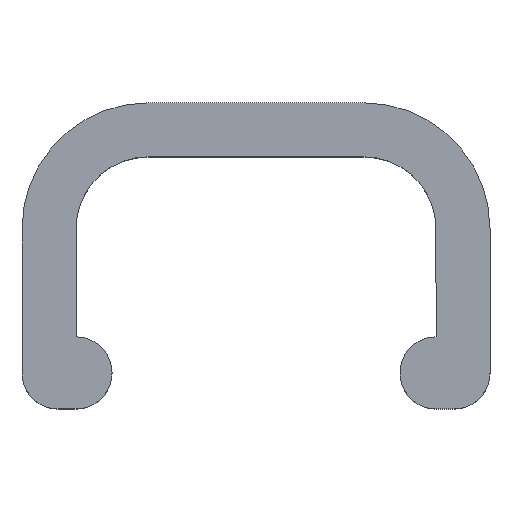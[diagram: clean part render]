
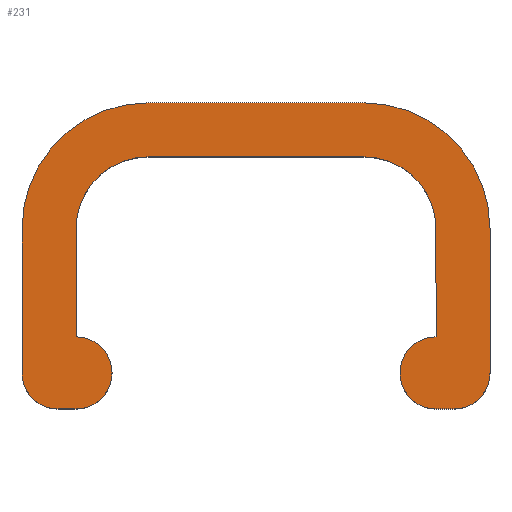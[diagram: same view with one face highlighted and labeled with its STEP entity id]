
A CAD part, top view. The second image highlights one B-rep face of the part: STEP entity #231.
In plain terms, the highlighted planar face has unit normal (0, 0, 1).
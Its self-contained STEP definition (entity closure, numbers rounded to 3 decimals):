
#1 = FACE_OUTER_BOUND ( 'NONE', #570, .T. ) ;
#8 = PLANE ( 'NONE',  #426 ) ;
#11 = CARTESIAN_POINT ( 'NONE',  ( -2., 3.2, 3. ) ) ;
#12 = DIRECTION ( 'NONE',  ( 0., 0., 1. ) ) ;
#13 = DIRECTION ( 'NONE',  ( 1., 0., 0. ) ) ;
#15 = CARTESIAN_POINT ( 'NONE',  ( -10., -0.8, 3. ) ) ;
#16 = CARTESIAN_POINT ( 'NONE',  ( -2., 3.2, 3. ) ) ;
#17 = DIRECTION ( 'NONE',  ( 0., 0., -1. ) ) ;
#18 = DIRECTION ( 'NONE',  ( 1., 0., 0. ) ) ;
#24 = DIRECTION ( 'NONE',  ( 0., 0., 1. ) ) ;
#25 = DIRECTION ( 'NONE',  ( 1., 0., 0. ) ) ;
#55 = AXIS2_PLACEMENT_3D ( 'NONE', #224, #225, #226 ) ;
#72 = AXIS2_PLACEMENT_3D ( 'NONE', #207, #208, #209 ) ;
#97 = CARTESIAN_POINT ( 'NONE',  ( -11.5, -0.8, 3. ) ) ;
#100 = CARTESIAN_POINT ( 'NONE',  ( -11.5, -1.8, 3. ) ) ;
#108 = DIRECTION ( 'NONE',  ( 0., -1., 0. ) ) ;
#109 = CARTESIAN_POINT ( 'NONE',  ( -11.5, 6.7, 3. ) ) ;
#110 = DIRECTION ( 'NONE',  ( -1., 0., 0. ) ) ;
#112 = CARTESIAN_POINT ( 'NONE',  ( 0., -0.8, 3. ) ) ;
#113 = DIRECTION ( 'NONE',  ( 0., 0., 1. ) ) ;
#114 = DIRECTION ( 'NONE',  ( 1., 0., 0. ) ) ;
#115 = CARTESIAN_POINT ( 'NONE',  ( -11.5, 3.2, 3. ) ) ;
#116 = CARTESIAN_POINT ( 'NONE',  ( -10., 3.2, 3. ) ) ;
#117 = CARTESIAN_POINT ( 'NONE',  ( 1.5, 3.2, 3. ) ) ;
#123 = EDGE_CURVE ( 'NONE', #456, #562, #451, .T. ) ;
#126 = DIRECTION ( 'NONE',  ( 1., 0., 0. ) ) ;
#128 = CARTESIAN_POINT ( 'NONE',  ( 0.5, -1.8, 3. ) ) ;
#129 = CARTESIAN_POINT ( 'NONE',  ( -10., 5.2, 3. ) ) ;
#132 = EDGE_CURVE ( 'NONE', #595, #560, #443, .T. ) ;
#133 = DIRECTION ( 'NONE',  ( 0., 1., 0. ) ) ;
#134 = CARTESIAN_POINT ( 'NONE',  ( -10., 5.2, 3. ) ) ;
#137 = CARTESIAN_POINT ( 'NONE',  ( 0., 5.2, 3. ) ) ;
#139 = DIRECTION ( 'NONE',  ( 0., -1., 0. ) ) ;
#143 = CARTESIAN_POINT ( 'NONE',  ( -1., -0.8, 3. ) ) ;
#148 = CARTESIAN_POINT ( 'NONE',  ( -10., -0.8, 3. ) ) ;
#149 = DIRECTION ( 'NONE',  ( 0., 0., 1. ) ) ;
#150 = DIRECTION ( 'NONE',  ( 1., 0., 0. ) ) ;
#175 = CARTESIAN_POINT ( 'NONE',  ( 0., -0.8, 3. ) ) ;
#176 = DIRECTION ( 'NONE',  ( 0., 0., 1. ) ) ;
#177 = DIRECTION ( 'NONE',  ( 1., 0., 0. ) ) ;
#182 = CARTESIAN_POINT ( 'NONE',  ( -8., 5.2, 3. ) ) ;
#187 = DIRECTION ( 'NONE',  ( 1., 0., 0. ) ) ;
#190 = DIRECTION ( 'NONE',  ( 0., 1., 0. ) ) ;
#191 = CARTESIAN_POINT ( 'NONE',  ( 1.5, -1.8, 3. ) ) ;
#192 = CARTESIAN_POINT ( 'NONE',  ( 0., -1.8, 3. ) ) ;
#196 = DIRECTION ( 'NONE',  ( 1., 0., 0. ) ) ;
#197 = CARTESIAN_POINT ( 'NONE',  ( 0., 3.2, 3. ) ) ;
#206 = CARTESIAN_POINT ( 'NONE',  ( -8., 6.7, 3. ) ) ;
#207 = CARTESIAN_POINT ( 'NONE',  ( -10.5, -0.8, 3. ) ) ;
#208 = DIRECTION ( 'NONE',  ( 0., 0., 1. ) ) ;
#209 = DIRECTION ( 'NONE',  ( 1., 0., 0. ) ) ;
#211 = CARTESIAN_POINT ( 'NONE',  ( -8., 3.2, 3. ) ) ;
#212 = DIRECTION ( 'NONE',  ( 0., 0., -1. ) ) ;
#213 = DIRECTION ( 'NONE',  ( 1., 0., 0. ) ) ;
#214 = CARTESIAN_POINT ( 'NONE',  ( -10., -1.8, 3. ) ) ;
#218 = CARTESIAN_POINT ( 'NONE',  ( 1.5, -0.8, 3. ) ) ;
#223 = CARTESIAN_POINT ( 'NONE',  ( -10., -1.8, 3. ) ) ;
#224 = CARTESIAN_POINT ( 'NONE',  ( -8., 3.2, 3. ) ) ;
#225 = DIRECTION ( 'NONE',  ( 0., 0., 1. ) ) ;
#226 = DIRECTION ( 'NONE',  ( 1., 0., 0. ) ) ;
#227 = CARTESIAN_POINT ( 'NONE',  ( -10.5, -1.8, 3. ) ) ;
#230 = DIRECTION ( 'NONE',  ( 1., 0., 0. ) ) ;
#231 = ADVANCED_FACE ( 'NONE', ( #1 ), #8, .T. ) ;
#235 = CARTESIAN_POINT ( 'NONE',  ( 0., 0.2, 3. ) ) ;
#248 = CARTESIAN_POINT ( 'NONE',  ( -10., 0.2, 3. ) ) ;
#250 = CARTESIAN_POINT ( 'NONE',  ( 0., -1.8, 3. ) ) ;
#253 = AXIS2_PLACEMENT_3D ( 'NONE', #211, #212, #213 ) ;
#269 = VERTEX_POINT ( 'NONE', #97 ) ;
#273 = AXIS2_PLACEMENT_3D ( 'NONE', #358, #353, #187 ) ;
#276 = CARTESIAN_POINT ( 'NONE',  ( -2., 5.2, 3. ) ) ;
#277 = CARTESIAN_POINT ( 'NONE',  ( -2., 6.7, 3. ) ) ;
#292 = VECTOR ( 'NONE', #230, 1000. ) ;
#294 = LINE ( 'NONE', #223, #292 ) ;
#301 = CIRCLE ( 'NONE', #55, 3.5 ) ;
#305 = CIRCLE ( 'NONE', #253, 2. ) ;
#307 = CIRCLE ( 'NONE', #72, 1. ) ;
#311 = VECTOR ( 'NONE', #196, 1000. ) ;
#317 = VECTOR ( 'NONE', #190, 1000. ) ;
#320 = LINE ( 'NONE', #191, #317 ) ;
#326 = CIRCLE ( 'NONE', #273, 1. ) ;
#328 = AXIS2_PLACEMENT_3D ( 'NONE', #175, #176, #177 ) ;
#336 = CIRCLE ( 'NONE', #328, 1. ) ;
#343 = AXIS2_PLACEMENT_3D ( 'NONE', #148, #149, #150 ) ;
#346 = AXIS2_PLACEMENT_3D ( 'NONE', #112, #113, #114 ) ;
#353 = DIRECTION ( 'NONE',  ( 0., 0., 1. ) ) ;
#356 = LINE ( 'NONE', #192, #311 ) ;
#358 = CARTESIAN_POINT ( 'NONE',  ( 0.5, -0.8, 3. ) ) ;
#365 = CIRCLE ( 'NONE', #343, 1. ) ;
#370 = VECTOR ( 'NONE', #126, 1000. ) ;
#371 = LINE ( 'NONE', #134, #370 ) ;
#372 = LINE ( 'NONE', #137, #375 ) ;
#375 = VECTOR ( 'NONE', #139, 1000. ) ;
#388 = VECTOR ( 'NONE', #133, 1000. ) ;
#393 = VECTOR ( 'NONE', #110, 1000. ) ;
#395 = CIRCLE ( 'NONE', #346, 1. ) ;
#397 = VECTOR ( 'NONE', #108, 1000. ) ;
#398 = LINE ( 'NONE', #109, #393 ) ;
#400 = LINE ( 'NONE', #129, #388 ) ;
#404 = LINE ( 'NONE', #100, #397 ) ;
#426 = AXIS2_PLACEMENT_3D ( 'NONE', #15, #24, #25 ) ;
#438 = AXIS2_PLACEMENT_3D ( 'NONE', #16, #17, #18 ) ;
#441 = AXIS2_PLACEMENT_3D ( 'NONE', #11, #12, #13 ) ;
#443 = CIRCLE ( 'NONE', #438, 2. ) ;
#444 = EDGE_CURVE ( 'NONE', #454, #269, #404, .T. ) ;
#447 = EDGE_CURVE ( 'NONE', #562, #568, #398, .T. ) ;
#450 = EDGE_CURVE ( 'NONE', #484, #587, #395, .T. ) ;
#451 = CIRCLE ( 'NONE', #441, 3.5 ) ;
#454 = VERTEX_POINT ( 'NONE', #115 ) ;
#455 = VERTEX_POINT ( 'NONE', #116 ) ;
#456 = VERTEX_POINT ( 'NONE', #117 ) ;
#464 = VERTEX_POINT ( 'NONE', #128 ) ;
#465 = EDGE_CURVE ( 'NONE', #586, #455, #400, .T. ) ;
#469 = EDGE_CURVE ( 'NONE', #535, #595, #371, .T. ) ;
#473 = EDGE_CURVE ( 'NONE', #560, #580, #372, .T. ) ;
#484 = VERTEX_POINT ( 'NONE', #143 ) ;
#488 = EDGE_CURVE ( 'NONE', #573, #586, #365, .T. ) ;
#521 = EDGE_CURVE ( 'NONE', #580, #484, #336, .T. ) ;
#534 = EDGE_CURVE ( 'NONE', #464, #579, #326, .T. ) ;
#535 = VERTEX_POINT ( 'NONE', #182 ) ;
#539 = ORIENTED_EDGE ( 'NONE', *, *, #450, .T. ) ;
#541 = ORIENTED_EDGE ( 'NONE', *, *, #521, .T. ) ;
#542 = ORIENTED_EDGE ( 'NONE', *, *, #473, .T. ) ;
#543 = ORIENTED_EDGE ( 'NONE', *, *, #577, .T. ) ;
#544 = EDGE_CURVE ( 'NONE', #579, #456, #320, .T. ) ;
#545 = ORIENTED_EDGE ( 'NONE', *, *, #469, .T. ) ;
#547 = ORIENTED_EDGE ( 'NONE', *, *, #447, .T. ) ;
#548 = EDGE_CURVE ( 'NONE', #587, #464, #356, .T. ) ;
#549 = ORIENTED_EDGE ( 'NONE', *, *, #488, .T. ) ;
#551 = ORIENTED_EDGE ( 'NONE', *, *, #444, .T. ) ;
#553 = ORIENTED_EDGE ( 'NONE', *, *, #561, .T. ) ;
#557 = ORIENTED_EDGE ( 'NONE', *, *, #465, .T. ) ;
#559 = EDGE_CURVE ( 'NONE', #269, #576, #307, .T. ) ;
#560 = VERTEX_POINT ( 'NONE', #197 ) ;
#561 = EDGE_CURVE ( 'NONE', #455, #535, #305, .T. ) ;
#562 = VERTEX_POINT ( 'NONE', #277 ) ;
#568 = VERTEX_POINT ( 'NONE', #206 ) ;
#570 = EDGE_LOOP ( 'NONE', ( #652, #643, #654, #649, #547, #650, #551, #651, #543, #549, #557, #553, #545, #653, #542, #541, #539 ) ) ;
#572 = EDGE_CURVE ( 'NONE', #568, #454, #301, .T. ) ;
#573 = VERTEX_POINT ( 'NONE', #214 ) ;
#576 = VERTEX_POINT ( 'NONE', #227 ) ;
#577 = EDGE_CURVE ( 'NONE', #576, #573, #294, .T. ) ;
#579 = VERTEX_POINT ( 'NONE', #218 ) ;
#580 = VERTEX_POINT ( 'NONE', #235 ) ;
#586 = VERTEX_POINT ( 'NONE', #248 ) ;
#587 = VERTEX_POINT ( 'NONE', #250 ) ;
#595 = VERTEX_POINT ( 'NONE', #276 ) ;
#643 = ORIENTED_EDGE ( 'NONE', *, *, #534, .T. ) ;
#649 = ORIENTED_EDGE ( 'NONE', *, *, #123, .T. ) ;
#650 = ORIENTED_EDGE ( 'NONE', *, *, #572, .T. ) ;
#651 = ORIENTED_EDGE ( 'NONE', *, *, #559, .T. ) ;
#652 = ORIENTED_EDGE ( 'NONE', *, *, #548, .T. ) ;
#653 = ORIENTED_EDGE ( 'NONE', *, *, #132, .T. ) ;
#654 = ORIENTED_EDGE ( 'NONE', *, *, #544, .T. ) ;
